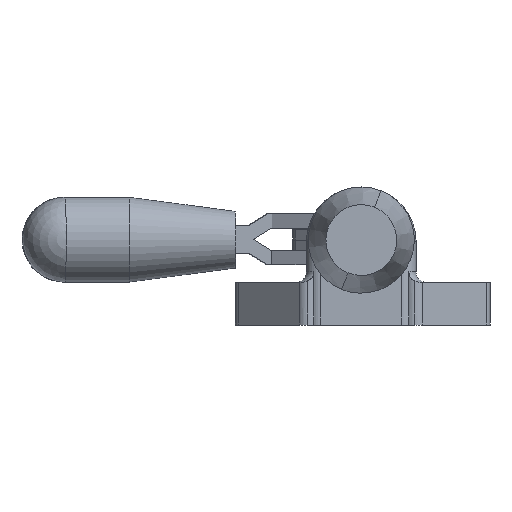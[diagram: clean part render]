
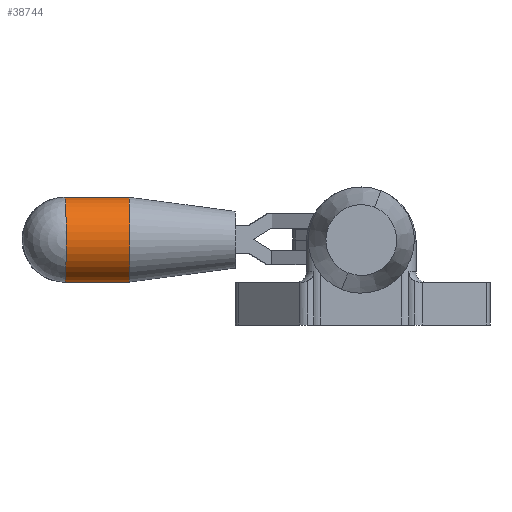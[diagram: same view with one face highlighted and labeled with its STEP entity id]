
A CAD part, left-side view. The second image highlights one B-rep face of the part: STEP entity #38744.
In plain terms, the highlighted cylindrical face has radius 6 mm (diameter 12 mm), a partial arc.
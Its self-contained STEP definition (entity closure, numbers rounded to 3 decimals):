
#5711 = CIRCLE ( 'NONE', #27073, 6. ) ;
#6204 = ORIENTED_EDGE ( 'NONE', *, *, #17610, .F. ) ;
#7050 = CARTESIAN_POINT ( 'NONE',  ( -2., 24., 6. ) ) ;
#7068 = AXIS2_PLACEMENT_3D ( 'NONE', #34585, #20742, #24214 ) ;
#8668 = DIRECTION ( 'NONE',  ( 0., -1., 0. ) ) ;
#8880 = VERTEX_POINT ( 'NONE', #31559 ) ;
#10829 = LINE ( 'NONE', #36351, #36389 ) ;
#13586 = VERTEX_POINT ( 'NONE', #19892 ) ;
#16151 = CIRCLE ( 'NONE', #34758, 6. ) ;
#17610 = EDGE_CURVE ( 'NONE', #23326, #33755, #10829, .T. ) ;
#17835 = ORIENTED_EDGE ( 'NONE', *, *, #22044, .T. ) ;
#18073 = CARTESIAN_POINT ( 'NONE',  ( -2., 24., 0. ) ) ;
#18504 = DIRECTION ( 'NONE',  ( 0., -1., 0. ) ) ;
#18507 = DIRECTION ( 'NONE',  ( 0., 1., 0. ) ) ;
#18912 = EDGE_CURVE ( 'NONE', #8880, #13586, #20582, .T. ) ;
#19892 = CARTESIAN_POINT ( 'NONE',  ( -2., 15., -6. ) ) ;
#20582 = LINE ( 'NONE', #35711, #38061 ) ;
#20742 = DIRECTION ( 'NONE',  ( 0., -1., 0. ) ) ;
#21567 = DIRECTION ( 'NONE',  ( 0., 0., -1. ) ) ;
#22044 = EDGE_CURVE ( 'NONE', #13586, #33755, #5711, .T. ) ;
#22623 = EDGE_LOOP ( 'NONE', ( #6204, #43448, #41847, #17835 ) ) ;
#23326 = VERTEX_POINT ( 'NONE', #7050 ) ;
#23763 = CYLINDRICAL_SURFACE ( 'NONE', #7068, 6. ) ;
#24214 = DIRECTION ( 'NONE',  ( 0., 0., -1. ) ) ;
#27073 = AXIS2_PLACEMENT_3D ( 'NONE', #39413, #18507, #42925 ) ;
#28262 = CARTESIAN_POINT ( 'NONE',  ( -2., 15., 6. ) ) ;
#31559 = CARTESIAN_POINT ( 'NONE',  ( -2., 24., -6. ) ) ;
#33035 = FACE_OUTER_BOUND ( 'NONE', #22623, .T. ) ;
#33755 = VERTEX_POINT ( 'NONE', #28262 ) ;
#34585 = CARTESIAN_POINT ( 'NONE',  ( -2., 30., 0. ) ) ;
#34758 = AXIS2_PLACEMENT_3D ( 'NONE', #18073, #42509, #21567 ) ;
#35711 = CARTESIAN_POINT ( 'NONE',  ( -2., 30., -6. ) ) ;
#36351 = CARTESIAN_POINT ( 'NONE',  ( -2., 30., 6. ) ) ;
#36389 = VECTOR ( 'NONE', #8668, 1000. ) ;
#38061 = VECTOR ( 'NONE', #18504, 1000. ) ;
#38744 = ADVANCED_FACE ( 'NONE', ( #33035 ), #23763, .T. ) ;
#39413 = CARTESIAN_POINT ( 'NONE',  ( -2., 15., 0. ) ) ;
#40460 = EDGE_CURVE ( 'NONE', #23326, #8880, #16151, .T. ) ;
#41847 = ORIENTED_EDGE ( 'NONE', *, *, #18912, .T. ) ;
#42509 = DIRECTION ( 'NONE',  ( 0., -1., 0. ) ) ;
#42925 = DIRECTION ( 'NONE',  ( 0., 0., 1. ) ) ;
#43448 = ORIENTED_EDGE ( 'NONE', *, *, #40460, .T. ) ;
